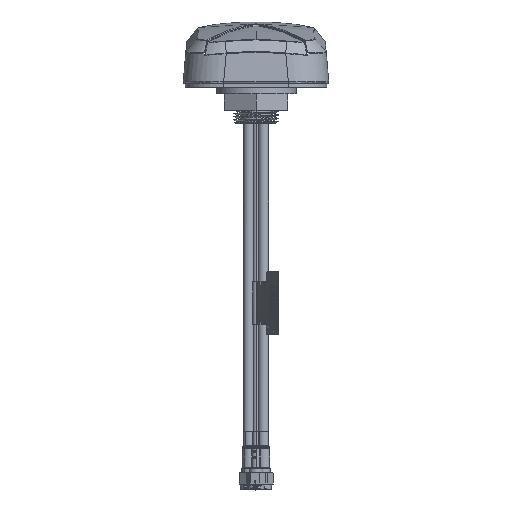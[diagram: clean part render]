
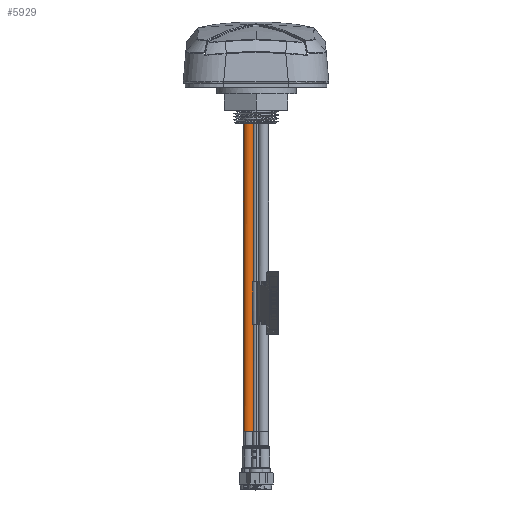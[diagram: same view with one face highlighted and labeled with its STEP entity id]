
A CAD part, front view. The second image highlights one B-rep face of the part: STEP entity #5929.
In plain terms, the highlighted cylindrical face has radius 2.5 mm (diameter 5 mm), a partial arc.
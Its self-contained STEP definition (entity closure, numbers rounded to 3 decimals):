
#1472 = CARTESIAN_POINT ( 'NONE',  ( -1.009, 1.562, 9.6 ) ) ;
#2026 = CARTESIAN_POINT ( 'NONE',  ( -4.099, -1.343, -185.4 ) ) ;
#2234 = CARTESIAN_POINT ( 'NONE',  ( -1.009, 1.562, 9.6 ) ) ;
#2414 = ORIENTED_EDGE ( 'NONE', *, *, #6079, .F. ) ;
#2427 = CARTESIAN_POINT ( 'NONE',  ( -2.597, -1.267, -185.4 ) ) ;
#4181 = CARTESIAN_POINT ( 'NONE',  ( -3.693, -1.384, 9.6 ) ) ;
#4896 = ORIENTED_EDGE ( 'NONE', *, *, #19161, .T. ) ;
#4939 = B_SPLINE_CURVE_WITH_KNOTS ( 'NONE', 3,
 ( #1472, #37389, #17400, #7899, #11193, #37111, #31058, #20698, #40693, #11329, #4181, #7475, #7624, #18109, #11764, #41249, #15362, #34644 ),
 .UNSPECIFIED., .F., .F.,
 ( 4, 2, 2, 2, 2, 2, 2, 2, 4 ),
 ( 0., 0.125, 0.25, 0.375, 0.5, 0.625, 0.75, 0.875, 1. ),
 .UNSPECIFIED. ) ;
#5244 = B_SPLINE_CURVE_WITH_KNOTS ( 'NONE', 3,
 ( #21688, #22108, #2026, #28317, #2427, #25136, #5433, #28454, #35202, #21967 ),
 .UNSPECIFIED., .F., .F.,
 ( 4, 2, 2, 2, 4 ),
 ( 0.237, 0.428, 0.619, 0.809, 1. ),
 .UNSPECIFIED. ) ;
#5433 = CARTESIAN_POINT ( 'NONE',  ( -1.399, -0.357, -185.4 ) ) ;
#5856 = CARTESIAN_POINT ( 'NONE',  ( -5.933, 0.694, -55.4 ) ) ;
#5929 = ADVANCED_FACE ( 'NONE', ( #31631 ), #36261, .T. ) ;
#6079 = EDGE_CURVE ( 'NONE', #33298, #31676, #8824, .T. ) ;
#6339 = CARTESIAN_POINT ( 'NONE',  ( -5.016, -0.901, -185.4 ) ) ;
#7393 = EDGE_CURVE ( 'NONE', #9949, #31676, #5244, .T. ) ;
#7475 = CARTESIAN_POINT ( 'NONE',  ( -4.332, -1.242, 9.6 ) ) ;
#7624 = CARTESIAN_POINT ( 'NONE',  ( -4.637, -1.108, 9.6 ) ) ;
#7899 = CARTESIAN_POINT ( 'NONE',  ( -1.101, 0.267, 9.6 ) ) ;
#8824 = B_SPLINE_CURVE_WITH_KNOTS ( 'NONE', 3,
 ( #2234, #15000, #34852, #28523 ),
 .UNSPECIFIED., .F., .F.,
 ( 4, 4 ),
 ( 0., 1. ),
 .UNSPECIFIED. ) ;
#9949 = VERTEX_POINT ( 'NONE', #27904 ) ;
#11193 = CARTESIAN_POINT ( 'NONE',  ( -1.236, -0.038, 9.6 ) ) ;
#11329 = CARTESIAN_POINT ( 'NONE',  ( -3.36, -1.391, 9.6 ) ) ;
#11764 = CARTESIAN_POINT ( 'NONE',  ( -5.404, -0.491, 9.6 ) ) ;
#12382 = CARTESIAN_POINT ( 'NONE',  ( -5.445, -0.438, -185.4 ) ) ;
#13136 = CARTESIAN_POINT ( 'NONE',  ( -0.96, 1.571, -185.4 ) ) ;
#13452 = VERTEX_POINT ( 'NONE', #36495 ) ;
#14578 = DIRECTION ( 'NONE',  ( 0., 0., 1. ) ) ;
#15000 = CARTESIAN_POINT ( 'NONE',  ( -1.009, 1.562, -55.4 ) ) ;
#15362 = CARTESIAN_POINT ( 'NONE',  ( -5.877, 0.372, 9.6 ) ) ;
#17400 = CARTESIAN_POINT ( 'NONE',  ( -0.96, 0.906, 9.6 ) ) ;
#18109 = CARTESIAN_POINT ( 'NONE',  ( -5.173, -0.732, 9.6 ) ) ;
#19132 = CARTESIAN_POINT ( 'NONE',  ( -5.233, -0.673, -185.4 ) ) ;
#19161 = EDGE_CURVE ( 'NONE', #41989, #9949, #28376, .T. ) ;
#20698 = CARTESIAN_POINT ( 'NONE',  ( -2.404, -1.156, 9.6 ) ) ;
#21688 = CARTESIAN_POINT ( 'NONE',  ( -5.016, -0.901, -185.4 ) ) ;
#21734 = CARTESIAN_POINT ( 'NONE',  ( -5.983, 0.685, -185.4 ) ) ;
#21967 = CARTESIAN_POINT ( 'NONE',  ( -0.96, 1.571, -185.4 ) ) ;
#22108 = CARTESIAN_POINT ( 'NONE',  ( -4.589, -1.164, -185.4 ) ) ;
#23913 = EDGE_LOOP ( 'NONE', ( #2414, #35422, #38159, #4896, #33524 ) ) ;
#24308 = CARTESIAN_POINT ( 'NONE',  ( -5.983, 0.685, -185.4 ) ) ;
#25136 = CARTESIAN_POINT ( 'NONE',  ( -1.744, -0.747, -185.4 ) ) ;
#25290 = AXIS2_PLACEMENT_3D ( 'NONE', #30138, #14578, #34289 ) ;
#27904 = CARTESIAN_POINT ( 'NONE',  ( -5.016, -0.901, -185.4 ) ) ;
#28317 = CARTESIAN_POINT ( 'NONE',  ( -3.102, -1.395, -185.4 ) ) ;
#28376 = B_SPLINE_CURVE_WITH_KNOTS ( 'NONE', 3,
 ( #21734, #28930, #32095, #12382, #19132, #6339 ),
 .UNSPECIFIED., .F., .F.,
 ( 4, 2, 4 ),
 ( 0., 0.119, 0.237 ),
 .UNSPECIFIED. ) ;
#28454 = CARTESIAN_POINT ( 'NONE',  ( -0.988, 0.553, -185.4 ) ) ;
#28523 = CARTESIAN_POINT ( 'NONE',  ( -0.96, 1.571, -185.4 ) ) ;
#28930 = CARTESIAN_POINT ( 'NONE',  ( -5.879, 0.388, -185.4 ) ) ;
#30138 = CARTESIAN_POINT ( 'NONE',  ( -3.471, 1.128, -185.4 ) ) ;
#30910 = EDGE_CURVE ( 'NONE', #41989, #13452, #34410, .T. ) ;
#31058 = CARTESIAN_POINT ( 'NONE',  ( -1.852, -0.805, 9.6 ) ) ;
#31631 = FACE_OUTER_BOUND ( 'NONE', #23913, .T. ) ;
#31676 = VERTEX_POINT ( 'NONE', #13136 ) ;
#32095 = CARTESIAN_POINT ( 'NONE',  ( -5.768, 0.092, -185.4 ) ) ;
#32609 = CARTESIAN_POINT ( 'NONE',  ( -5.983, 0.685, -185.4 ) ) ;
#33298 = VERTEX_POINT ( 'NONE', #36418 ) ;
#33524 = ORIENTED_EDGE ( 'NONE', *, *, #7393, .T. ) ;
#34289 = DIRECTION ( 'NONE',  ( 0.985, 0.174, 0. ) ) ;
#34410 = B_SPLINE_CURVE_WITH_KNOTS ( 'NONE', 3,
 ( #32609, #35770, #5856, #39219 ),
 .UNSPECIFIED., .F., .F.,
 ( 4, 4 ),
 ( 0., 1. ),
 .UNSPECIFIED. ) ;
#34644 = CARTESIAN_POINT ( 'NONE',  ( -5.933, 0.694, 9.6 ) ) ;
#34852 = CARTESIAN_POINT ( 'NONE',  ( -1.009, 1.562, -120.4 ) ) ;
#35202 = CARTESIAN_POINT ( 'NONE',  ( -0.923, 1.07, -185.4 ) ) ;
#35422 = ORIENTED_EDGE ( 'NONE', *, *, #36192, .T. ) ;
#35770 = CARTESIAN_POINT ( 'NONE',  ( -5.933, 0.694, -120.4 ) ) ;
#36192 = EDGE_CURVE ( 'NONE', #33298, #13452, #4939, .T. ) ;
#36261 = CYLINDRICAL_SURFACE ( 'NONE', #25290, 2.5 ) ;
#36418 = CARTESIAN_POINT ( 'NONE',  ( -1.009, 1.562, 9.6 ) ) ;
#36495 = CARTESIAN_POINT ( 'NONE',  ( -5.933, 0.694, 9.6 ) ) ;
#37111 = CARTESIAN_POINT ( 'NONE',  ( -1.611, -0.574, 9.6 ) ) ;
#37389 = CARTESIAN_POINT ( 'NONE',  ( -0.953, 1.24, 9.6 ) ) ;
#38159 = ORIENTED_EDGE ( 'NONE', *, *, #30910, .F. ) ;
#39219 = CARTESIAN_POINT ( 'NONE',  ( -5.933, 0.694, 9.6 ) ) ;
#40693 = CARTESIAN_POINT ( 'NONE',  ( -2.715, -1.277, 9.6 ) ) ;
#41249 = CARTESIAN_POINT ( 'NONE',  ( -5.756, 0.061, 9.6 ) ) ;
#41989 = VERTEX_POINT ( 'NONE', #24308 ) ;
